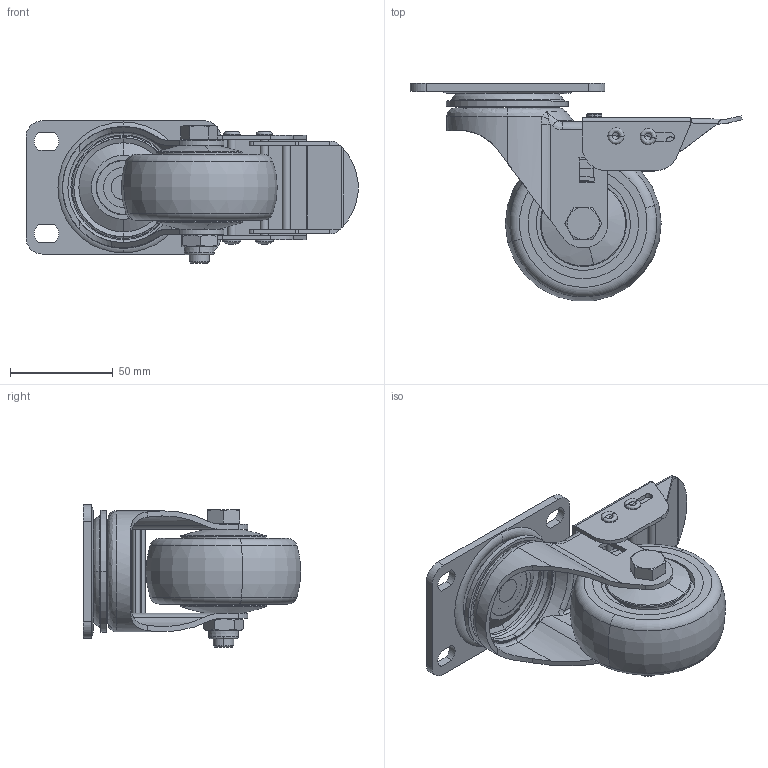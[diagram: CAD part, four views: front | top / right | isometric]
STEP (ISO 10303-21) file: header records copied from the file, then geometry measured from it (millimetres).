
FILE_DESCRIPTION (( 'STEP AP203' ), '1' );
FILE_NAME ('11390300174013.STEP', '2025-04-17T07:19:06', ( '20241006' ), ( '' ), 'SwSTEP 2.0', 'SolidWorks 2021', '' );
FILE_SCHEMA (( 'CONFIG_CONTROL_DESIGN' ));
Length unit declared in the file: millimetre
Products named in the file (14): ^11390300264043(2)_11390300264043; ______A_O^11390300264043(2)_11390300264043; 11390300264043(2)^11390300264043; 39_________T___4__A_O^11390300264043(2)_11390300264043; 39_________P_5__A_O^11390300264043(2)_11390300264043; M10_2_3__A_O^11390300264043(2)_11390300264043; 11390300174013; _____T___2__A_O^11390300264043(2)_11390300264043; 3456_______________2__A_O^11390300264043(2)_11390300264043; hexagon head bolts gb_GB_FASTENER_BOLT_SB A M10X60-N_3__A_O^11390300264043(2)_11390300264043; 3____A_O^11390300264043(2)_11390300264043; _______T___2__A_O^11390300264043(2)_11390300264043; _L___2__A_O^11390300264043(2)_11390300264043; 345_________2__A_O^11390300264043(2)_11390300264043
Assembly tree (15 placements, depth 3):
  11390300174013
    11390300264043(2)^11390300264043
      3____A_O^11390300264043(2)_11390300264043
      39_________P_5__A_O^11390300264043(2)_11390300264043
      39_________T___4__A_O^11390300264043(2)_11390300264043
      3456_______________2__A_O^11390300264043(2)_11390300264043
      345_________2__A_O^11390300264043(2)_11390300264043
      _______T___2__A_O^11390300264043(2)_11390300264043  x2
      _____T___2__A_O^11390300264043(2)_11390300264043  x2
      _L___2__A_O^11390300264043(2)_11390300264043
      M10_2_3__A_O^11390300264043(2)_11390300264043
      hexagon head bolts gb_GB_FASTENER_BOLT_SB A M10X60-N_3__A_O^11390300264043(2)_11390300264043
      ______A_O^11390300264043(2)_11390300264043
      ^11390300264043(2)_11390300264043
Bounding box: 161.89 x 106.18 x 69.42 mm (x, y, z)
Volume: 204524.3 mm3; surface area: 78810.6 mm2
Topology: 14 solids, 14 shells, 403 faces, 969 edges, 609 vertices
Faces by surface type: cylinder 141, plane 129, bspline 62, cone 45, torus 22, sphere 4
Entity records: 15728 total; most frequent: CARTESIAN_POINT 5425, DIRECTION 1870, ORIENTED_EDGE 1824, EDGE_CURVE 912, AXIS2_PLACEMENT_3D 754, VERTEX_POINT 578, EDGE_LOOP 440, CIRCLE 410
